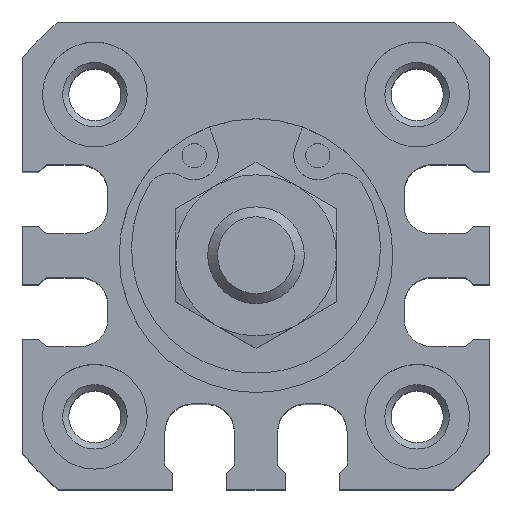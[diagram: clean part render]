
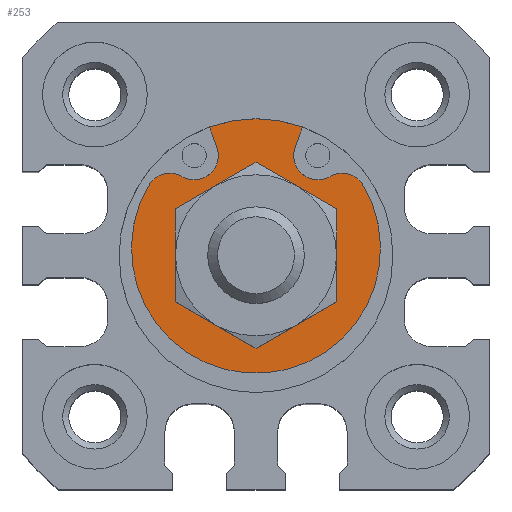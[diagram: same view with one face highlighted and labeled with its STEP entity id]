
A CAD part, top view. The second image highlights one B-rep face of the part: STEP entity #253.
In plain terms, the highlighted planar face has unit normal (0, 0, 1).
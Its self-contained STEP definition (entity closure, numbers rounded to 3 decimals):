
#253 = ADVANCED_FACE( '', ( #529, #530 ), #531, .T. );
#529 = FACE_BOUND( '', #973, .T. );
#530 = FACE_OUTER_BOUND( '', #974, .T. );
#531 = PLANE( '', #975 );
#973 = EDGE_LOOP( '', ( #1662 ) );
#974 = EDGE_LOOP( '', ( #1663, #1664, #1665, #1666, #1667, #1668, #1669, #1670 ) );
#975 = AXIS2_PLACEMENT_3D( '', #1671, #1672, #1673 );
#1662 = ORIENTED_EDGE( '', *, *, #2732, .F. );
#1663 = ORIENTED_EDGE( '', *, *, #2733, .T. );
#1664 = ORIENTED_EDGE( '', *, *, #2734, .F. );
#1665 = ORIENTED_EDGE( '', *, *, #2735, .F. );
#1666 = ORIENTED_EDGE( '', *, *, #2736, .T. );
#1667 = ORIENTED_EDGE( '', *, *, #2737, .T. );
#1668 = ORIENTED_EDGE( '', *, *, #2738, .T. );
#1669 = ORIENTED_EDGE( '', *, *, #2739, .F. );
#1670 = ORIENTED_EDGE( '', *, *, #2740, .F. );
#1671 = CARTESIAN_POINT( '', ( 0., 0., 24.35 ) );
#1672 = DIRECTION( '', ( 0., 0., 1. ) );
#1673 = DIRECTION( '', ( 1., 0., 0. ) );
#2732 = EDGE_CURVE( '', #3279, #3279, #3280, .T. );
#2733 = EDGE_CURVE( '', #3281, #3282, #3283, .T. );
#2734 = EDGE_CURVE( '', #3284, #3282, #3285, .T. );
#2735 = EDGE_CURVE( '', #3286, #3284, #3287, .T. );
#2736 = EDGE_CURVE( '', #3286, #3288, #3289, .T. );
#2737 = EDGE_CURVE( '', #3288, #3290, #3291, .T. );
#2738 = EDGE_CURVE( '', #3290, #3292, #3293, .T. );
#2739 = EDGE_CURVE( '', #3294, #3292, #3295, .T. );
#2740 = EDGE_CURVE( '', #3281, #3294, #3296, .T. );
#3279 = VERTEX_POINT( '', #4016 );
#3280 = CIRCLE( '', #4017, 4.5 );
#3281 = VERTEX_POINT( '', #4018 );
#3282 = VERTEX_POINT( '', #4019 );
#3283 = CIRCLE( '', #4020, 8.5 );
#3284 = VERTEX_POINT( '', #4021 );
#3285 = LINE( '', #4022, #4023 );
#3286 = VERTEX_POINT( '', #4024 );
#3287 = CIRCLE( '', #4025, 1.5 );
#3288 = VERTEX_POINT( '', #4026 );
#3289 = CIRCLE( '', #4027, 1.5 );
#3290 = VERTEX_POINT( '', #4028 );
#3291 = CIRCLE( '', #4029, 7.73 );
#3292 = VERTEX_POINT( '', #4030 );
#3293 = CIRCLE( '', #4031, 1.5 );
#3294 = VERTEX_POINT( '', #4032 );
#3295 = CIRCLE( '', #4033, 1.5 );
#3296 = LINE( '', #4034, #4035 );
#4016 = CARTESIAN_POINT( '', ( 4.5, 0., 24.35 ) );
#4017 = AXIS2_PLACEMENT_3D( '', #4811, #4812, #4813 );
#4018 = CARTESIAN_POINT( '', ( 2.89, 7.994, 24.35 ) );
#4019 = CARTESIAN_POINT( '', ( -2.89, 7.994, 24.35 ) );
#4020 = AXIS2_PLACEMENT_3D( '', #4814, #4815, #4816 );
#4021 = CARTESIAN_POINT( '', ( -2.429, 6.72, 24.35 ) );
#4022 = CARTESIAN_POINT( '', ( -2.429, 6.72, 24.35 ) );
#4023 = VECTOR( '', #4817, 1000. );
#4024 = CARTESIAN_POINT( '', ( -4.596, 4.914, 24.35 ) );
#4025 = AXIS2_PLACEMENT_3D( '', #4818, #4819, #4820 );
#4026 = CARTESIAN_POINT( '', ( -6.641, 4.387, 24.35 ) );
#4027 = AXIS2_PLACEMENT_3D( '', #4821, #4822, #4823 );
#4028 = CARTESIAN_POINT( '', ( 6.641, 4.387, 24.35 ) );
#4029 = AXIS2_PLACEMENT_3D( '', #4824, #4825, #4826 );
#4030 = CARTESIAN_POINT( '', ( 4.596, 4.914, 24.35 ) );
#4031 = AXIS2_PLACEMENT_3D( '', #4827, #4828, #4829 );
#4032 = CARTESIAN_POINT( '', ( 2.429, 6.72, 24.35 ) );
#4033 = AXIS2_PLACEMENT_3D( '', #4830, #4831, #4832 );
#4034 = CARTESIAN_POINT( '', ( 2.89, 7.994, 24.35 ) );
#4035 = VECTOR( '', #4833, 1000. );
#4811 = CARTESIAN_POINT( '', ( 0., 0., 24.35 ) );
#4812 = DIRECTION( '', ( 0., 0., 1. ) );
#4813 = DIRECTION( '', ( 1., 0., 0. ) );
#4814 = CARTESIAN_POINT( '', ( 0., 0., 24.35 ) );
#4815 = DIRECTION( '', ( 0., 0., 1. ) );
#4816 = DIRECTION( '', ( 1., 0., 0. ) );
#4817 = DIRECTION( '', ( -0.34, 0.94, 0. ) );
#4818 = CARTESIAN_POINT( '', ( -3.84, 6.21, 24.35 ) );
#4819 = DIRECTION( '', ( 0., 0., 1. ) );
#4820 = DIRECTION( '', ( 1., 0., 0. ) );
#4821 = CARTESIAN_POINT( '', ( -5.352, 3.619, 24.35 ) );
#4822 = DIRECTION( '', ( 0., 0., 1. ) );
#4823 = DIRECTION( '', ( 1., 0., 0. ) );
#4824 = CARTESIAN_POINT( '', ( 0., 0.43, 24.35 ) );
#4825 = DIRECTION( '', ( 0., 0., 1. ) );
#4826 = DIRECTION( '', ( 1., 0., 0. ) );
#4827 = CARTESIAN_POINT( '', ( 5.352, 3.619, 24.35 ) );
#4828 = DIRECTION( '', ( 0., 0., 1. ) );
#4829 = DIRECTION( '', ( 1., 0., 0. ) );
#4830 = CARTESIAN_POINT( '', ( 3.84, 6.21, 24.35 ) );
#4831 = DIRECTION( '', ( 0., 0., 1. ) );
#4832 = DIRECTION( '', ( 1., 0., 0. ) );
#4833 = DIRECTION( '', ( -0.34, -0.94, 0. ) );
